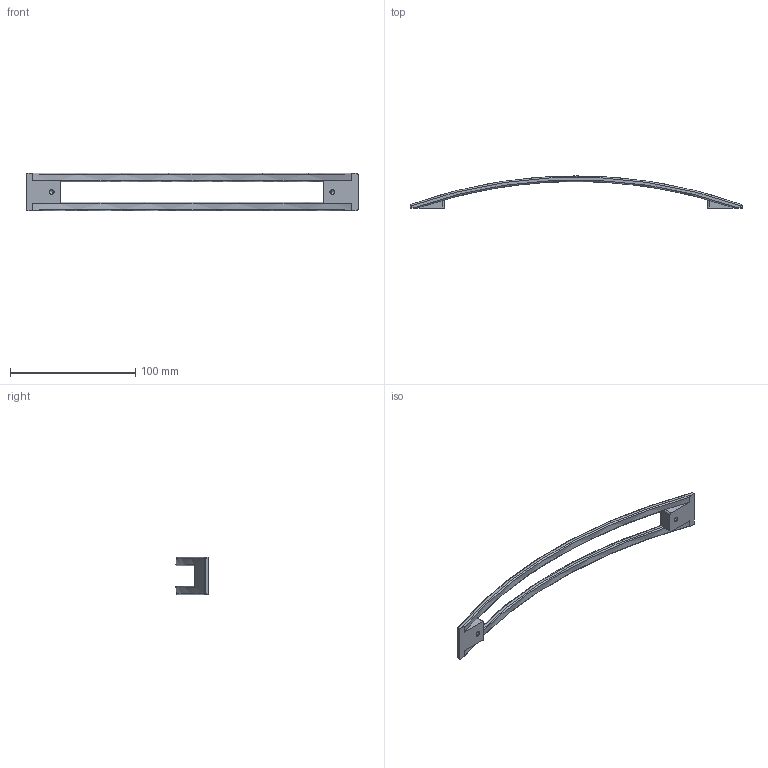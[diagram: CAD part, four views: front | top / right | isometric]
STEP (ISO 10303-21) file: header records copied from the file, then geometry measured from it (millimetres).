
FILE_DESCRIPTION(('Creo Elements/Direct Modeling STEP Export'),'2;1');
FILE_NAME('2113-265.stp','2017-11-13T11:53:55',(''),(''),'Creo Elements/Direct Modeling STEP processor for AP214 (Solid Model)','Creo Elements/Direct Modeling 20.0 12-Nov-2016 (C) Parametric Technology GmbH','');
FILE_SCHEMA(('AUTOMOTIVE_DESIGN { 1 0 10303 214 1 1 1 1 }'));
Length unit declared in the file: millimetre
Products named in the file (1): 2113-265
Bounding box: 265 x 25.6 x 30 mm (x, y, z)
Volume: 21764.8 mm3; surface area: 13523.9 mm2
Topology: 1 solids, 1 shells, 59 faces, 152 edges, 90 vertices
Faces by surface type: cylinder 23, plane 16, torus 8, cone 8, sphere 4
Entity records: 2945 total; most frequent: CARTESIAN_POINT 1459, DIRECTION 310, ORIENTED_EDGE 288, EDGE_CURVE 144, AXIS2_PLACEMENT_3D 125, VERTEX_POINT 90, EDGE_LOOP 64, VECTOR 60
